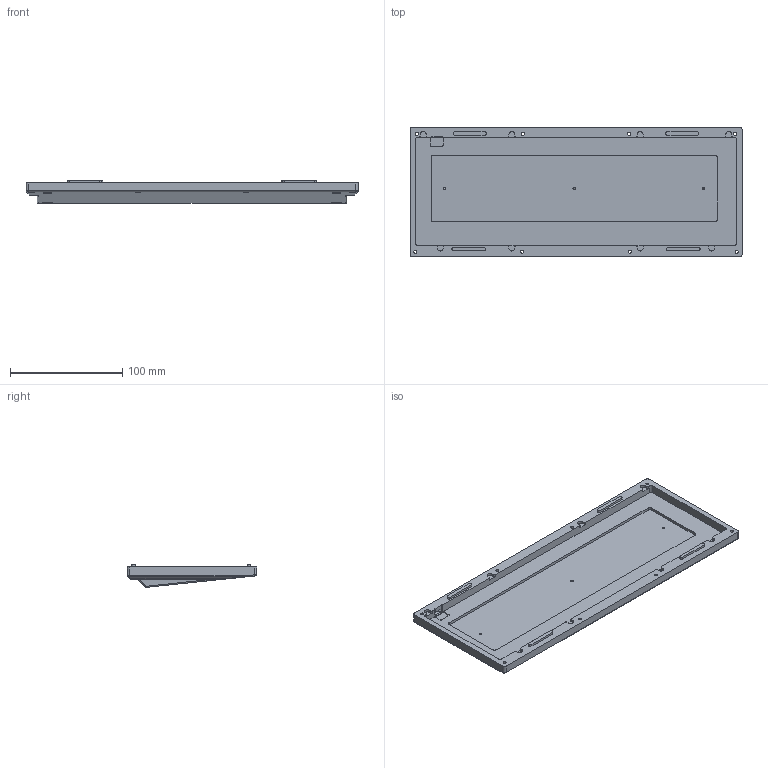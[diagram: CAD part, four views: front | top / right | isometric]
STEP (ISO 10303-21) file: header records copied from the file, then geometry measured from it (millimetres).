
FILE_DESCRIPTION(/* description */ (''),/* implementation_level */ '2;1');
FILE_NAME(/* name */ 'sammy60_bottom_v5.step',/* time_stamp */ '2023-07-10T21:37:10-06:00',/* author */ (''),/* organization */ (''),/* preprocessor_version */ 'ST-DEVELOPER v19.2',/* originating_system */ 'Autodesk Translation Framework v12.6.0.85',/* authorisation */ '');
FILE_SCHEMA (('AUTOMOTIVE_DESIGN { 1 0 10303 214 3 1 1 }'));
Length unit declared in the file: millimetre
Products named in the file (1): sammy60_bottom_v3
Bounding box: 296.29 x 115.87 x 20.22 mm (x, y, z)
Volume: 188720.2 mm3; surface area: 86214.7 mm2
Topology: 1 solids, 1 shells, 222 faces, 560 edges, 357 vertices
Faces by surface type: cylinder 102, plane 89, bspline 18, cone 7, sphere 6
Full cylindrical faces by diameter (mm): 2.075 x3, 2.7 x8, 5.2 x8, 8.5 x4
Entity records: 7116 total; most frequent: CARTESIAN_POINT 1604, DIRECTION 1173, ORIENTED_EDGE 1114, EDGE_CURVE 557, AXIS2_PLACEMENT_3D 427, VERTEX_POINT 357, LINE 319, VECTOR 319
